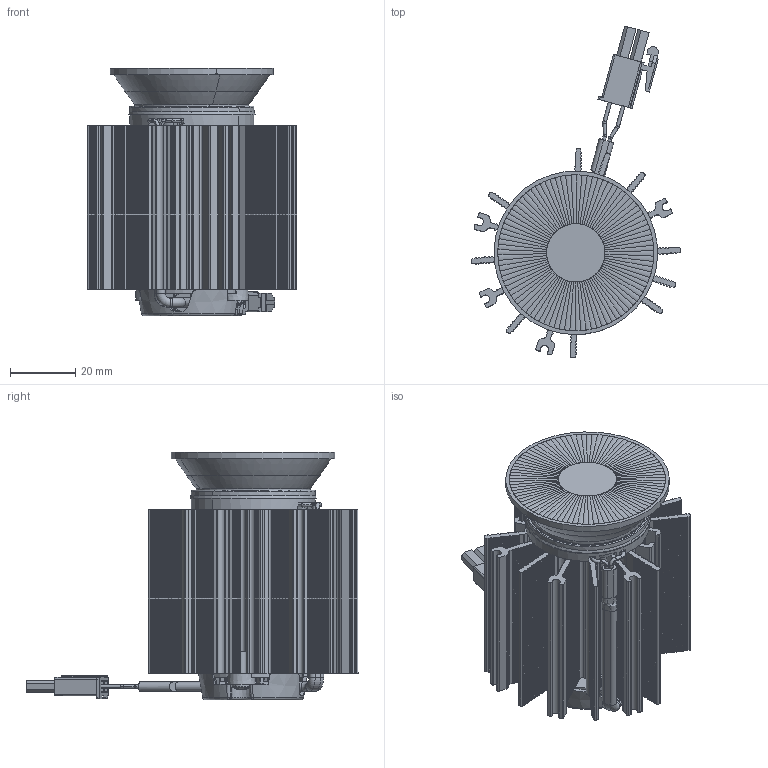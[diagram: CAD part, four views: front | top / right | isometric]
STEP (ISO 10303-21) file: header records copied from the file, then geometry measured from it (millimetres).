
FILE_DESCRIPTION(('Creo Elements/Direct Modeling STEP Export'),'2;1');
FILE_NAME('EVOLVE_HALO_D64.stp','2018-02-21T12:56:41',(''),(''),'Creo Elements/Direct Modeling STEP processor for AP214 (Solid Model)','Creo Elements/Direct Modeling 19.0F 14-Feb-2017 (C) Parametric Technology GmbH','');
FILE_SCHEMA(('AUTOMOTIVE_DESIGN { 1 0 10303 214 1 1 1 1 }'));
Length unit declared in the file: millimetre
Products named in the file (77): dissipatore_D64; HOLDER_HALO; vite_holder_a; vite_holder_b; lente; vite_lsrc_b; vite_src_a; cop_serracavo; pia_serracavo; SERRACAVO; p1; p2; p3; p4; p5; p6; p7; p8; p9; p10; p11; p12; p13; p14; p15; p16; p17; p18; p19; p20; p21; p22; p23; p24; p25; p26; p27; p28; p29; p30 ...
Assembly tree (76 placements, depth 4):
  EVOLVE_HALO_D64
    LED
      connettore
        cop_maschio.1
        puntale.1.1
        puntale.1
        cavo_conn.1
        cavo.1.1.2
      LED_15-000611
        p58
        p57
        p56
        p55
        p54
        p53
        p52
        p51
        p50
        p49
        p48
        p47
        p46
        p45
        p44
        p43
        p42
        p41
        p40
        p39
        p38
        p37
        p36
        p35
        p34
        p33
        p32
        p31
        p30
        p29
        p28
        p27
        p26
        p25
        p24
        p23
        p22
        p21
        p20
        p19
        p18
        p17
        p16
        p15
        p14
        p13
        p12
        p11
        p10
        p9
        p8
Bounding box: 63.94 x 101.4 x 75.65 mm (x, y, z)
Volume: 80017.8 mm3; surface area: 62935.3 mm2
Topology: 72 solids, 72 shells, 4443 faces, 12128 edges, 7848 vertices
Faces by surface type: plane 2544, cylinder 1035, bspline 515, torus 164, cone 157, sphere 28
Entity records: 208256 total; most frequent: CARTESIAN_POINT 88709, ORIENTED_EDGE 24224, DIRECTION 18870, EDGE_CURVE 12112, VERTEX_POINT 7848, VECTOR 7348, LINE 7348, AXIS2_PLACEMENT_3D 5761
